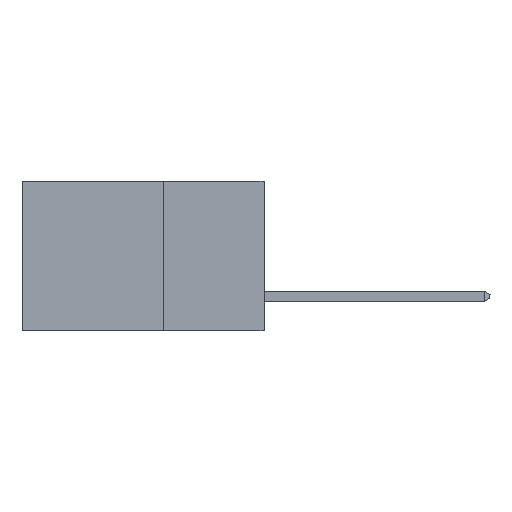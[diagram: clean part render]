
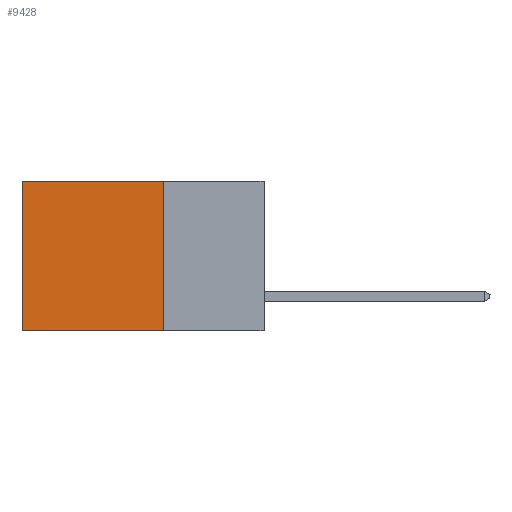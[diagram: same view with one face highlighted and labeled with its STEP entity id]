
A CAD part, left-side view. The second image highlights one B-rep face of the part: STEP entity #9428.
In plain terms, the highlighted planar face has unit normal (-1, 0, 0).
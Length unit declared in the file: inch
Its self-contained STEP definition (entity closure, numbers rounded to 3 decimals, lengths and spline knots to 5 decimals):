
#673 = ORIENTED_EDGE ( 'NONE', *, *, #3316, .F. ) ;
#1052 = AXIS2_PLACEMENT_3D ( 'NONE', #10781, #6550, #6371 ) ;
#1332 = CARTESIAN_POINT ( 'NONE',  ( 0.298, 0.6, 0. ) ) ;
#1798 = VECTOR ( 'NONE', #16398, 39.37008 ) ;
#2458 = DIRECTION ( 'NONE',  ( 0., 1., 0. ) ) ;
#2495 = FACE_OUTER_BOUND ( 'NONE', #11659, .T. ) ;
#3316 = EDGE_CURVE ( 'NONE', #13604, #4621, #5384, .T. ) ;
#4065 = CARTESIAN_POINT ( 'NONE',  ( 0.298, 0.25, 0. ) ) ;
#4527 = EDGE_CURVE ( 'NONE', #6840, #16425, #17561, .T. ) ;
#4621 = VERTEX_POINT ( 'NONE', #12611 ) ;
#4927 = ORIENTED_EDGE ( 'NONE', *, *, #11259, .T. ) ;
#5384 = LINE ( 'NONE', #6830, #6510 ) ;
#6371 = DIRECTION ( 'NONE',  ( 0., 0., -1. ) ) ;
#6484 = PLANE ( 'NONE',  #1052 ) ;
#6510 = VECTOR ( 'NONE', #2458, 39.37008 ) ;
#6550 = DIRECTION ( 'NONE',  ( 1., 0., 0. ) ) ;
#6830 = CARTESIAN_POINT ( 'NONE',  ( 0.298, 0.25, -0.37 ) ) ;
#6840 = VERTEX_POINT ( 'NONE', #12590 ) ;
#7608 = EDGE_CURVE ( 'NONE', #6840, #13604, #12139, .T. ) ;
#8365 = VECTOR ( 'NONE', #12463, 39.37008 ) ;
#9428 = ADVANCED_FACE ( 'NONE', ( #2495 ), #6484, .F. ) ;
#10781 = CARTESIAN_POINT ( 'NONE',  ( 0.298, 0.25, 0. ) ) ;
#11259 = EDGE_CURVE ( 'NONE', #16425, #4621, #15806, .T. ) ;
#11659 = EDGE_LOOP ( 'NONE', ( #4927, #673, #14910, #13498 ) ) ;
#11814 = CARTESIAN_POINT ( 'NONE',  ( 0.298, 0.25, -0.37 ) ) ;
#12139 = LINE ( 'NONE', #4065, #8365 ) ;
#12463 = DIRECTION ( 'NONE',  ( 0., 0., -1. ) ) ;
#12478 = VECTOR ( 'NONE', #16682, 39.37008 ) ;
#12590 = CARTESIAN_POINT ( 'NONE',  ( 0.298, 0.25, 0. ) ) ;
#12611 = CARTESIAN_POINT ( 'NONE',  ( 0.298, 0.6, -0.37 ) ) ;
#13498 = ORIENTED_EDGE ( 'NONE', *, *, #4527, .T. ) ;
#13604 = VERTEX_POINT ( 'NONE', #11814 ) ;
#13954 = CARTESIAN_POINT ( 'NONE',  ( 0.298, 0.6, 0. ) ) ;
#14910 = ORIENTED_EDGE ( 'NONE', *, *, #7608, .F. ) ;
#15167 = CARTESIAN_POINT ( 'NONE',  ( 0.298, 0.25, 0. ) ) ;
#15806 = LINE ( 'NONE', #13954, #12478 ) ;
#16398 = DIRECTION ( 'NONE',  ( 0., 1., 0. ) ) ;
#16425 = VERTEX_POINT ( 'NONE', #1332 ) ;
#16682 = DIRECTION ( 'NONE',  ( 0., 0., -1. ) ) ;
#17561 = LINE ( 'NONE', #15167, #1798 ) ;
